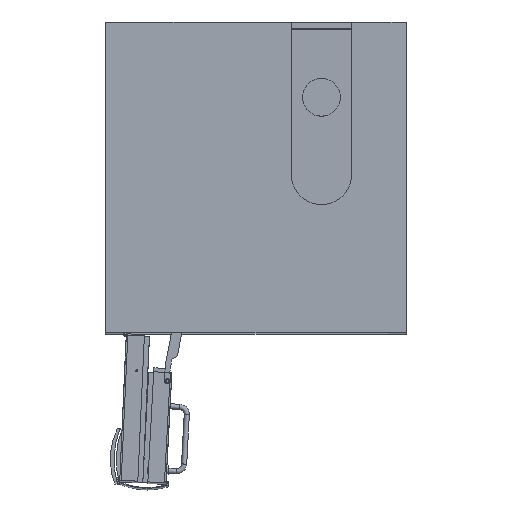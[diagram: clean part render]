
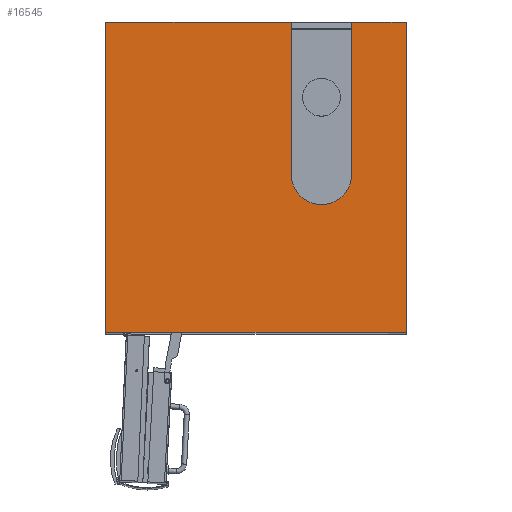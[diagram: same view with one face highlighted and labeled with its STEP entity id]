
A CAD part, top view. The second image highlights one B-rep face of the part: STEP entity #16545.
In plain terms, the highlighted planar face has unit normal (0, 0, 1).
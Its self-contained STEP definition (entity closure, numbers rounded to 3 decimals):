
#697=PLANE('',#17619);
#1398=FACE_OUTER_BOUND('',#2331,.T.);
#2331=EDGE_LOOP('',(#11122,#11123,#11124,#11125,#11126,#11127,#11128,#11129));
#3495=LINE('',#22506,#5288);
#3496=LINE('',#22510,#5289);
#3497=LINE('',#22512,#5290);
#3498=LINE('',#22514,#5291);
#3499=LINE('',#22516,#5292);
#3500=LINE('',#22518,#5293);
#3501=LINE('',#22519,#5294);
#5288=VECTOR('',#18729,10.);
#5289=VECTOR('',#18732,10.);
#5290=VECTOR('',#18733,10.);
#5291=VECTOR('',#18734,10.);
#5292=VECTOR('',#18735,10.);
#5293=VECTOR('',#18736,10.);
#5294=VECTOR('',#18737,10.);
#7027=CIRCLE('',#17620,60.);
#7260=VERTEX_POINT('',#22504);
#7261=VERTEX_POINT('',#22505);
#7262=VERTEX_POINT('',#22507);
#7263=VERTEX_POINT('',#22509);
#7264=VERTEX_POINT('',#22511);
#7265=VERTEX_POINT('',#22513);
#7266=VERTEX_POINT('',#22515);
#7267=VERTEX_POINT('',#22517);
#8809=EDGE_CURVE('',#7260,#7261,#3495,.T.);
#8810=EDGE_CURVE('',#7261,#7262,#7027,.T.);
#8811=EDGE_CURVE('',#7262,#7263,#3496,.T.);
#8812=EDGE_CURVE('',#7263,#7264,#3497,.T.);
#8813=EDGE_CURVE('',#7264,#7265,#3498,.T.);
#8814=EDGE_CURVE('',#7265,#7266,#3499,.T.);
#8815=EDGE_CURVE('',#7266,#7267,#3500,.T.);
#8816=EDGE_CURVE('',#7267,#7260,#3501,.T.);
#11122=ORIENTED_EDGE('',*,*,#8809,.T.);
#11123=ORIENTED_EDGE('',*,*,#8810,.T.);
#11124=ORIENTED_EDGE('',*,*,#8811,.T.);
#11125=ORIENTED_EDGE('',*,*,#8812,.T.);
#11126=ORIENTED_EDGE('',*,*,#8813,.T.);
#11127=ORIENTED_EDGE('',*,*,#8814,.T.);
#11128=ORIENTED_EDGE('',*,*,#8815,.T.);
#11129=ORIENTED_EDGE('',*,*,#8816,.T.);
#16545=ADVANCED_FACE('',(#1398),#697,.T.);
#17619=AXIS2_PLACEMENT_3D('',#22503,#18727,#18728);
#17620=AXIS2_PLACEMENT_3D('',#22508,#18730,#18731);
#18727=DIRECTION('center_axis',(0.,0.,
1.));
#18728=DIRECTION('ref_axis',(1.,0.,0.));
#18729=DIRECTION('',(0.,-1.,0.));
#18730=DIRECTION('center_axis',(0.,0.,
-1.));
#18731=DIRECTION('ref_axis',(-1.,0.,0.));
#18732=DIRECTION('',(0.,1.,0.));
#18733=DIRECTION('',(-1.,0.,0.));
#18734=DIRECTION('',(0.,-1.,0.));
#18735=DIRECTION('',(1.,0.,0.));
#18736=DIRECTION('',(0.,1.,0.));
#18737=DIRECTION('',(-1.,0.,0.));
#22503=CARTESIAN_POINT('Origin',(0.,0.,
984.));
#22504=CARTESIAN_POINT('',(190.,308.25,984.));
#22505=CARTESIAN_POINT('',(190.,5.25,984.));
#22506=CARTESIAN_POINT('',(190.,147.25,984.));
#22507=CARTESIAN_POINT('',(70.,5.25,984.));
#22508=CARTESIAN_POINT('Origin',(130.,5.25,984.));
#22509=CARTESIAN_POINT('',(70.,308.25,984.));
#22510=CARTESIAN_POINT('',(70.,147.25,984.));
#22511=CARTESIAN_POINT('',(-298.25,308.25,984.));
#22512=CARTESIAN_POINT('',(298.25,308.25,984.));
#22513=CARTESIAN_POINT('',(-298.25,-308.25,984.));
#22514=CARTESIAN_POINT('',(-298.25,308.25,984.));
#22515=CARTESIAN_POINT('',(298.25,-308.25,984.));
#22516=CARTESIAN_POINT('',(-298.25,-308.25,984.));
#22517=CARTESIAN_POINT('',(298.25,308.25,984.));
#22518=CARTESIAN_POINT('',(298.25,-308.25,984.));
#22519=CARTESIAN_POINT('',(298.25,308.25,984.));
